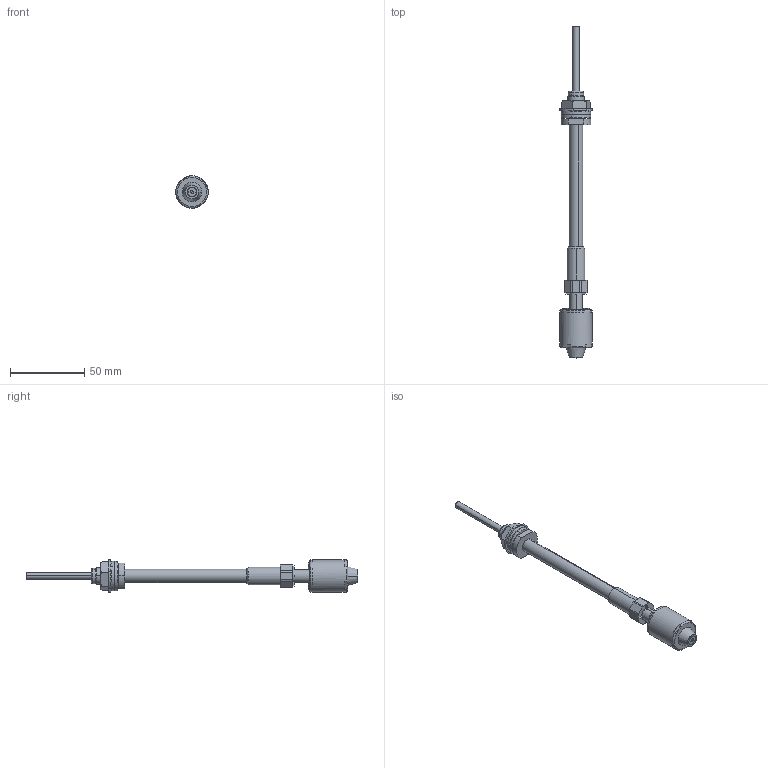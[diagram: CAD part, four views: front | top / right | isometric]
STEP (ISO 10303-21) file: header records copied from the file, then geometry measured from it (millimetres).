
FILE_DESCRIPTION (( 'STEP AP214' ), '1' );
FILE_NAME ('L8x_WEB.STEP', '2022-03-02T13:49:25', ( '' ), ( '' ), 'SwSTEP 2.0', 'SolidWorks 2021', '' );
FILE_SCHEMA (( 'AUTOMOTIVE_DESIGN' ));
Length unit declared in the file: millimetre
Products named in the file (19): 1L80_semplificato; 7982----49_5--8-mattssons; 1VDA 12 03 0000; L8x_WEB; 1VGU 20 13 0000; 2G1601_WEB_PLASTOFERRITE; 1L16 _110 mm; guaina K32-5_60mm; 1A05 10 00 0000; 1L16 00 04_WEB; 1L8010000000; 1L16 00 05 PP30_Coperchio Galleggiante_rev2.2_tubo7; cavo 1PBA; 1L15 00 06 10 00; 1STA 01 00 0000; Assieme interno
Assembly tree (19 placements, depth 3):
  L8x_WEB
    1L80_semplificato
    2G1601_WEB_PLASTOFERRITE
      1L16 00 04_WEB
      1L16 00 05 PP30_Coperchio Galleggiante_rev2.2_tubo7
    1L15 00 06 10 00
    7982----49_5--8-mattssons
    1L16 _110 mm
    1L8010000000
    1VGU 20 13 0000  x2
      1VGU 20 13 0000
    1VDA 12 03 0000
      1VDA 12 03 0000
    1STA 01 00 0000
      1STA 01 00 0000
    Assieme interno
      1A05 10 00 0000
      cavo 1PBA
      guaina K32-5_60mm
Bounding box: 21.95 x 223.97 x 21.8 mm (x, y, z)
Volume: 22598.1 mm3; surface area: 24584 mm2
Topology: 15 solids, 15 shells, 315 faces, 708 edges, 441 vertices
Faces by surface type: cylinder 138, plane 99, cone 54, torus 20, bspline 4
Entity records: 9717 total; most frequent: CARTESIAN_POINT 1793, DIRECTION 1682, ORIENTED_EDGE 1388, EDGE_CURVE 694, AXIS2_PLACEMENT_3D 686, VERTEX_POINT 433, CIRCLE 354, EDGE_LOOP 347
